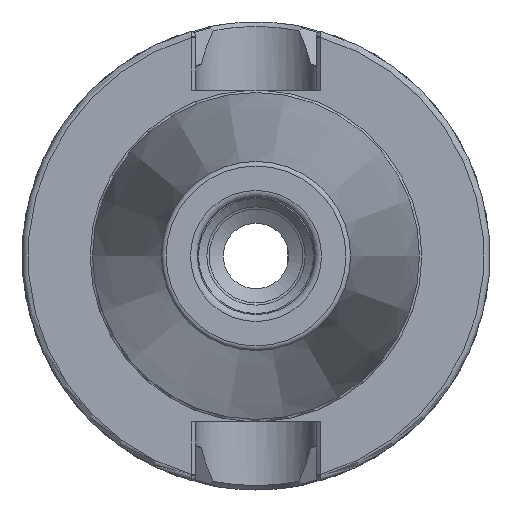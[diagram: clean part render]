
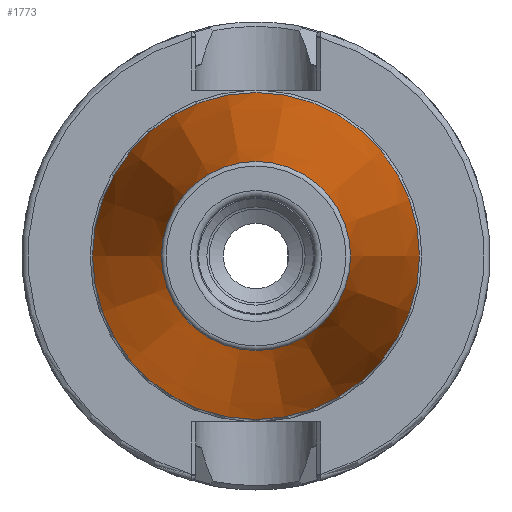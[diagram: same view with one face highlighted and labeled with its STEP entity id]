
A CAD part, left-side view. The second image highlights one B-rep face of the part: STEP entity #1773.
In plain terms, the highlighted conical face has half-angle 8.297 degrees and reference radius 27.564 mm.
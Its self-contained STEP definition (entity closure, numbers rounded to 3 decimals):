
#280=FACE_OUTER_BOUND('',#391,.T.);
#391=EDGE_LOOP('',(#1554,#1555,#1556,#1557,#1558));
#486=LINE('',#3876,#577);
#577=VECTOR('',#2424,27.564);
#672=CIRCLE('',#2003,20.204);
#673=CIRCLE('',#2004,20.204);
#675=CIRCLE('',#2007,34.925);
#830=VERTEX_POINT('',#3868);
#831=VERTEX_POINT('',#3869);
#832=VERTEX_POINT('',#3874);
#1077=EDGE_CURVE('',#830,#831,#672,.T.);
#1078=EDGE_CURVE('',#831,#830,#673,.T.);
#1080=EDGE_CURVE('',#832,#832,#675,.T.);
#1081=EDGE_CURVE('',#832,#830,#486,.T.);
#1554=ORIENTED_EDGE('',*,*,#1080,.F.);
#1555=ORIENTED_EDGE('',*,*,#1081,.T.);
#1556=ORIENTED_EDGE('',*,*,#1077,.T.);
#1557=ORIENTED_EDGE('',*,*,#1078,.T.);
#1558=ORIENTED_EDGE('',*,*,#1081,.F.);
#1686=CONICAL_SURFACE('',#2006,27.564,0.145);
#1773=ADVANCED_FACE('',(#280),#1686,.T.);
#2003=AXIS2_PLACEMENT_3D('',#3870,#2414,#2415);
#2004=AXIS2_PLACEMENT_3D('',#3871,#2416,#2417);
#2006=AXIS2_PLACEMENT_3D('',#3873,#2420,#2421);
#2007=AXIS2_PLACEMENT_3D('',#3875,#2422,#2423);
#2414=DIRECTION('center_axis',(1.,0.,0.));
#2415=DIRECTION('ref_axis',(0.,0.,-1.));
#2416=DIRECTION('center_axis',(1.,0.,0.));
#2417=DIRECTION('ref_axis',(0.,0.,-1.));
#2420=DIRECTION('center_axis',(1.,0.,0.));
#2421=DIRECTION('ref_axis',(0.,1.,0.));
#2422=DIRECTION('center_axis',(1.,0.,0.));
#2423=DIRECTION('ref_axis',(0.,0.,-1.));
#2424=DIRECTION('',(-0.99,0.144,0.));
#3868=CARTESIAN_POINT('',(-100.944,-20.204,0.));
#3869=CARTESIAN_POINT('',(-100.944,0.,20.204));
#3870=CARTESIAN_POINT('Origin',(-100.944,0.,
0.));
#3871=CARTESIAN_POINT('Origin',(-100.944,0.,
0.));
#3873=CARTESIAN_POINT('Origin',(-50.472,0.,
0.));
#3874=CARTESIAN_POINT('',(0.,-34.925,0.));
#3875=CARTESIAN_POINT('Origin',(0.,0.,
0.));
#3876=CARTESIAN_POINT('',(-50.472,-27.564,0.));
